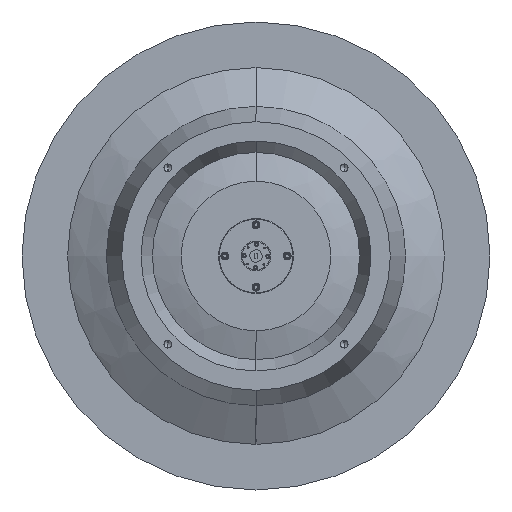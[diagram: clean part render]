
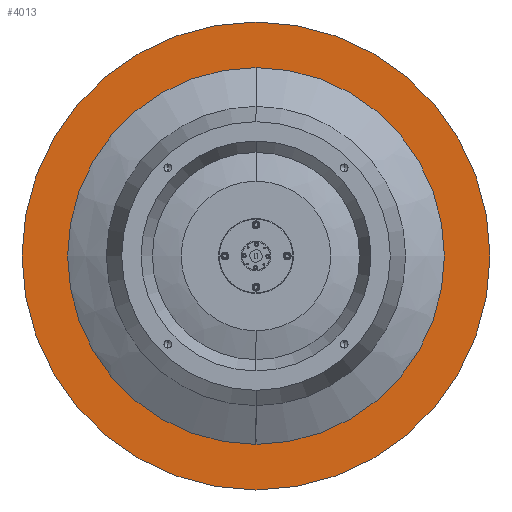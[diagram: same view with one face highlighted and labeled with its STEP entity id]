
A CAD part, left-side view. The second image highlights one B-rep face of the part: STEP entity #4013.
In plain terms, the highlighted planar face has unit normal (-1, 0, 0).
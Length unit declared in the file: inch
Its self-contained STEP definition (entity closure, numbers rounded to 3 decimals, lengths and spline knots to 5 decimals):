
#1110 = AXIS2_PLACEMENT_3D ( 'NONE', #16424, #6254, #8811 ) ;
#3047 = FACE_BOUND ( 'NONE', #28891, .T. ) ;
#4013 = ADVANCED_FACE ( 'NONE', ( #3047, #27968 ), #7150, .F. ) ;
#4581 = EDGE_CURVE ( 'NONE', #22266, #31062, #7641, .T. ) ;
#5336 = CARTESIAN_POINT ( 'NONE',  ( -0.76987, -0.12506, 0.87558 ) ) ;
#5370 = ORIENTED_EDGE ( 'NONE', *, *, #4581, .T. ) ;
#6254 = DIRECTION ( 'NONE',  ( 1., 0., 0. ) ) ;
#6604 = ORIENTED_EDGE ( 'NONE', *, *, #9937, .T. ) ;
#6696 = AXIS2_PLACEMENT_3D ( 'NONE', #17117, #31469, #19471 ) ;
#7150 = PLANE ( 'NONE',  #6696 ) ;
#7553 = CARTESIAN_POINT ( 'NONE',  ( -0.76987, -0.12506, 8.43336 ) ) ;
#7641 = CIRCLE ( 'NONE', #13280, 9.38666 ) ;
#7796 = DIRECTION ( 'NONE',  ( -1., 0., 0. ) ) ;
#8811 = DIRECTION ( 'NONE',  ( 0., 0., 1. ) ) ;
#8841 = DIRECTION ( 'NONE',  ( 1., 0., 0. ) ) ;
#9937 = EDGE_CURVE ( 'NONE', #25678, #24596, #18490, .T. ) ;
#10148 = EDGE_LOOP ( 'NONE', ( #30890, #5370 ) ) ;
#11538 = CARTESIAN_POINT ( 'NONE',  ( -0.76987, -0.12506, 0.87558 ) ) ;
#11866 = EDGE_CURVE ( 'NONE', #24596, #25678, #21993, .T. ) ;
#13235 = CARTESIAN_POINT ( 'NONE',  ( -0.76987, -0.12506, 0.87558 ) ) ;
#13280 = AXIS2_PLACEMENT_3D ( 'NONE', #13235, #27790, #30458 ) ;
#13320 = EDGE_CURVE ( 'NONE', #31062, #22266, #14217, .T. ) ;
#13373 = CARTESIAN_POINT ( 'NONE',  ( -0.76987, -0.12506, -8.51108 ) ) ;
#14217 = CIRCLE ( 'NONE', #26758, 9.38666 ) ;
#16424 = CARTESIAN_POINT ( 'NONE',  ( -0.76987, -0.12506, 0.87558 ) ) ;
#16476 = AXIS2_PLACEMENT_3D ( 'NONE', #11538, #8841, #28561 ) ;
#17117 = CARTESIAN_POINT ( 'NONE',  ( -0.76987, 9.2616, 0.87558 ) ) ;
#18490 = CIRCLE ( 'NONE', #16476, 7.55778 ) ;
#19471 = DIRECTION ( 'NONE',  ( 0., 0., -1. ) ) ;
#20353 = DIRECTION ( 'NONE',  ( 0., 0., 1. ) ) ;
#20637 = CARTESIAN_POINT ( 'NONE',  ( -0.76987, -0.12506, 10.26225 ) ) ;
#21993 = CIRCLE ( 'NONE', #1110, 7.55778 ) ;
#22266 = VERTEX_POINT ( 'NONE', #13373 ) ;
#24596 = VERTEX_POINT ( 'NONE', #7553 ) ;
#25011 = ORIENTED_EDGE ( 'NONE', *, *, #11866, .T. ) ;
#25678 = VERTEX_POINT ( 'NONE', #26208 ) ;
#26208 = CARTESIAN_POINT ( 'NONE',  ( -0.76987, -0.12506, -6.68219 ) ) ;
#26758 = AXIS2_PLACEMENT_3D ( 'NONE', #5336, #7796, #20353 ) ;
#27790 = DIRECTION ( 'NONE',  ( -1., 0., 0. ) ) ;
#27968 = FACE_OUTER_BOUND ( 'NONE', #10148, .T. ) ;
#28561 = DIRECTION ( 'NONE',  ( 0., 0., 1. ) ) ;
#28891 = EDGE_LOOP ( 'NONE', ( #6604, #25011 ) ) ;
#30458 = DIRECTION ( 'NONE',  ( 0., 0., 1. ) ) ;
#30890 = ORIENTED_EDGE ( 'NONE', *, *, #13320, .T. ) ;
#31062 = VERTEX_POINT ( 'NONE', #20637 ) ;
#31469 = DIRECTION ( 'NONE',  ( 1., 0., 0. ) ) ;
